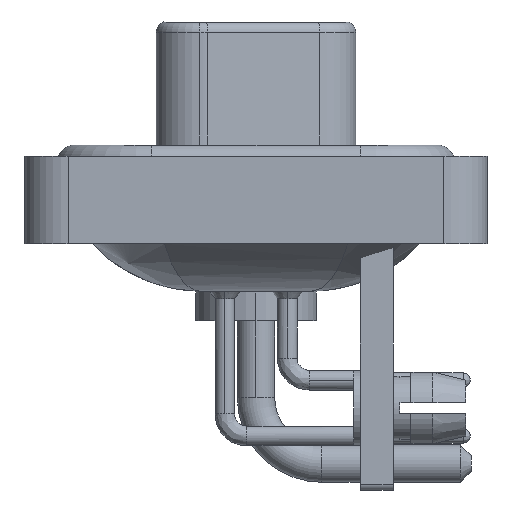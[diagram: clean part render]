
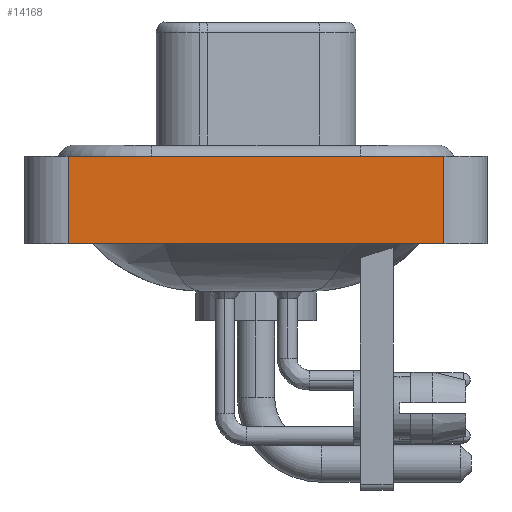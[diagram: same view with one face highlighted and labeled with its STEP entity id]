
A CAD part, left-side view. The second image highlights one B-rep face of the part: STEP entity #14168.
In plain terms, the highlighted planar face has unit normal (-1, 0, 0).
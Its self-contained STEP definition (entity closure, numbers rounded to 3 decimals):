
#273 = FACE_OUTER_BOUND ( 'NONE', #5349, .T. ) ;
#1094 = EDGE_CURVE ( 'NONE', #18908, #14697, #6226, .T. ) ;
#2743 = DIRECTION ( 'NONE',  ( 0., -1., 0. ) ) ;
#4148 = VERTEX_POINT ( 'NONE', #17654 ) ;
#4304 = EDGE_CURVE ( 'NONE', #4403, #18908, #5300, .T. ) ;
#4403 = VERTEX_POINT ( 'NONE', #18924 ) ;
#4549 = VECTOR ( 'NONE', #2743, 1000. ) ;
#5300 = LINE ( 'NONE', #20803, #4549 ) ;
#5349 = EDGE_LOOP ( 'NONE', ( #17135, #26994, #23886, #15054 ) ) ;
#5519 = VECTOR ( 'NONE', #12685, 1000. ) ;
#5560 = VECTOR ( 'NONE', #13547, 1000. ) ;
#6226 = LINE ( 'NONE', #19295, #5519 ) ;
#6937 = CARTESIAN_POINT ( 'NONE',  ( -7.3, -8.55, 0.4 ) ) ;
#8259 = LINE ( 'NONE', #25485, #17610 ) ;
#10203 = CARTESIAN_POINT ( 'NONE',  ( -7.3, -8.55, 0.4 ) ) ;
#12685 = DIRECTION ( 'NONE',  ( 0., 0., 1. ) ) ;
#13547 = DIRECTION ( 'NONE',  ( 0., -1., 0. ) ) ;
#14168 = ADVANCED_FACE ( 'NONE', ( #273 ), #22505, .T. ) ;
#14697 = VERTEX_POINT ( 'NONE', #10203 ) ;
#15054 = ORIENTED_EDGE ( 'NONE', *, *, #4304, .T. ) ;
#15749 = DIRECTION ( 'NONE',  ( -1., 0., 0. ) ) ;
#17135 = ORIENTED_EDGE ( 'NONE', *, *, #1094, .T. ) ;
#17610 = VECTOR ( 'NONE', #25903, 1000. ) ;
#17654 = CARTESIAN_POINT ( 'NONE',  ( -7.3, 8.55, 0.4 ) ) ;
#17864 = LINE ( 'NONE', #6937, #5560 ) ;
#17914 = DIRECTION ( 'NONE',  ( 0., 0., 1. ) ) ;
#18908 = VERTEX_POINT ( 'NONE', #24548 ) ;
#18924 = CARTESIAN_POINT ( 'NONE',  ( -7.3, 8.55, -3.6 ) ) ;
#19295 = CARTESIAN_POINT ( 'NONE',  ( -7.3, -8.55, -3.6 ) ) ;
#20351 = CARTESIAN_POINT ( 'NONE',  ( -7.3, -8.55, -3.6 ) ) ;
#20803 = CARTESIAN_POINT ( 'NONE',  ( -7.3, -8.55, -3.6 ) ) ;
#22505 = PLANE ( 'NONE',  #26879 ) ;
#23886 = ORIENTED_EDGE ( 'NONE', *, *, #28322, .F. ) ;
#24548 = CARTESIAN_POINT ( 'NONE',  ( -7.3, -8.55, -3.6 ) ) ;
#25485 = CARTESIAN_POINT ( 'NONE',  ( -7.3, 8.55, -3.6 ) ) ;
#25903 = DIRECTION ( 'NONE',  ( 0., 0., 1. ) ) ;
#25950 = EDGE_CURVE ( 'NONE', #4148, #14697, #17864, .T. ) ;
#26879 = AXIS2_PLACEMENT_3D ( 'NONE', #20351, #15749, #17914 ) ;
#26994 = ORIENTED_EDGE ( 'NONE', *, *, #25950, .F. ) ;
#28322 = EDGE_CURVE ( 'NONE', #4403, #4148, #8259, .T. ) ;
